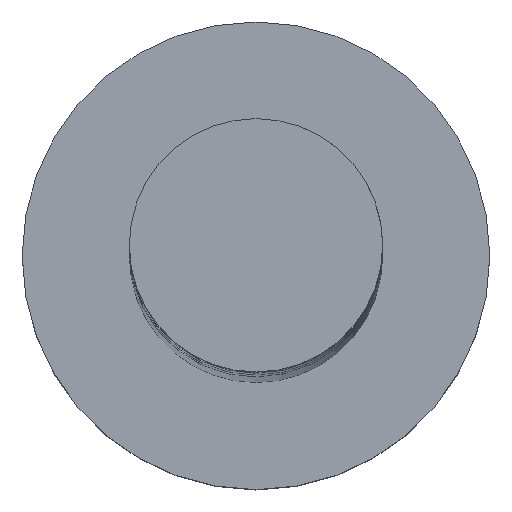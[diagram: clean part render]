
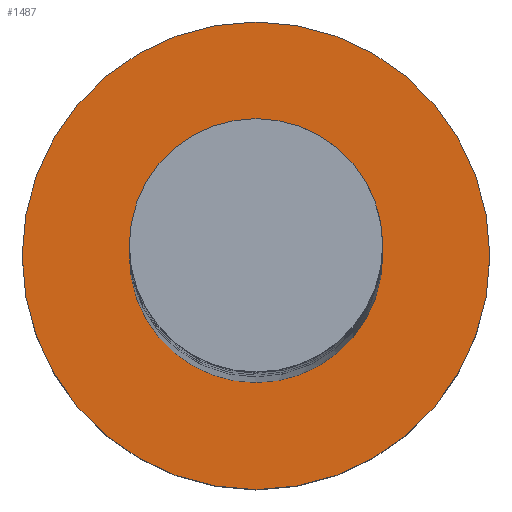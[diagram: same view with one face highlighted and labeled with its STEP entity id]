
A CAD part, top view. The second image highlights one B-rep face of the part: STEP entity #1487.
In plain terms, the highlighted planar face has unit normal (0, 0, 1).
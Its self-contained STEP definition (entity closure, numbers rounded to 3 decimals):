
#1 = DIRECTION ( 'NONE',  ( 1., 0., 0. ) ) ;
#60 = EDGE_CURVE ( 'NONE', #1010, #1398, #1450, .T. ) ;
#71 = CARTESIAN_POINT ( 'NONE',  ( -3.25, 0., 5. ) ) ;
#80 = EDGE_CURVE ( 'NONE', #744, #489, #1608, .T. ) ;
#129 = CARTESIAN_POINT ( 'NONE',  ( 3.25, 0., 5. ) ) ;
#150 = CARTESIAN_POINT ( 'NONE',  ( 0., 0., 5. ) ) ;
#160 = ORIENTED_EDGE ( 'NONE', *, *, #733, .T. ) ;
#161 = AXIS2_PLACEMENT_3D ( 'NONE', #1200, #560, #777 ) ;
#213 = CIRCLE ( 'NONE', #402, 6. ) ;
#263 = DIRECTION ( 'NONE',  ( 1., 0., 0. ) ) ;
#324 = ORIENTED_EDGE ( 'NONE', *, *, #60, .F. ) ;
#391 = EDGE_LOOP ( 'NONE', ( #160, #1565 ) ) ;
#402 = AXIS2_PLACEMENT_3D ( 'NONE', #1652, #1405, #263 ) ;
#458 = DIRECTION ( 'NONE',  ( 0., 0., 1. ) ) ;
#489 = VERTEX_POINT ( 'NONE', #1312 ) ;
#560 = DIRECTION ( 'NONE',  ( 0., 0., 1. ) ) ;
#689 = FACE_OUTER_BOUND ( 'NONE', #391, .T. ) ;
#714 = AXIS2_PLACEMENT_3D ( 'NONE', #1031, #1502, #1149 ) ;
#730 = AXIS2_PLACEMENT_3D ( 'NONE', #150, #458, #1047 ) ;
#733 = EDGE_CURVE ( 'NONE', #489, #744, #213, .T. ) ;
#744 = VERTEX_POINT ( 'NONE', #784 ) ;
#755 = DIRECTION ( 'NONE',  ( 0., 0., 1. ) ) ;
#774 = CIRCLE ( 'NONE', #730, 3.25 ) ;
#777 = DIRECTION ( 'NONE',  ( 1., 0., 0. ) ) ;
#784 = CARTESIAN_POINT ( 'NONE',  ( 6., 0., 5. ) ) ;
#847 = EDGE_LOOP ( 'NONE', ( #324, #1267 ) ) ;
#873 = AXIS2_PLACEMENT_3D ( 'NONE', #1023, #755, #1 ) ;
#1010 = VERTEX_POINT ( 'NONE', #71 ) ;
#1023 = CARTESIAN_POINT ( 'NONE',  ( 0., 0., 5. ) ) ;
#1031 = CARTESIAN_POINT ( 'NONE',  ( 0., 0., 5. ) ) ;
#1047 = DIRECTION ( 'NONE',  ( 1., 0., 0. ) ) ;
#1149 = DIRECTION ( 'NONE',  ( 1., 0., 0. ) ) ;
#1200 = CARTESIAN_POINT ( 'NONE',  ( 0., 0., 5. ) ) ;
#1218 = PLANE ( 'NONE',  #161 ) ;
#1267 = ORIENTED_EDGE ( 'NONE', *, *, #1466, .F. ) ;
#1291 = FACE_BOUND ( 'NONE', #847, .T. ) ;
#1312 = CARTESIAN_POINT ( 'NONE',  ( -6., 0., 5. ) ) ;
#1398 = VERTEX_POINT ( 'NONE', #129 ) ;
#1405 = DIRECTION ( 'NONE',  ( 0., 0., 1. ) ) ;
#1450 = CIRCLE ( 'NONE', #714, 3.25 ) ;
#1466 = EDGE_CURVE ( 'NONE', #1398, #1010, #774, .T. ) ;
#1487 = ADVANCED_FACE ( 'NONE', ( #1291, #689 ), #1218, .T. ) ;
#1502 = DIRECTION ( 'NONE',  ( 0., 0., 1. ) ) ;
#1565 = ORIENTED_EDGE ( 'NONE', *, *, #80, .T. ) ;
#1608 = CIRCLE ( 'NONE', #873, 6. ) ;
#1652 = CARTESIAN_POINT ( 'NONE',  ( 0., 0., 5. ) ) ;
